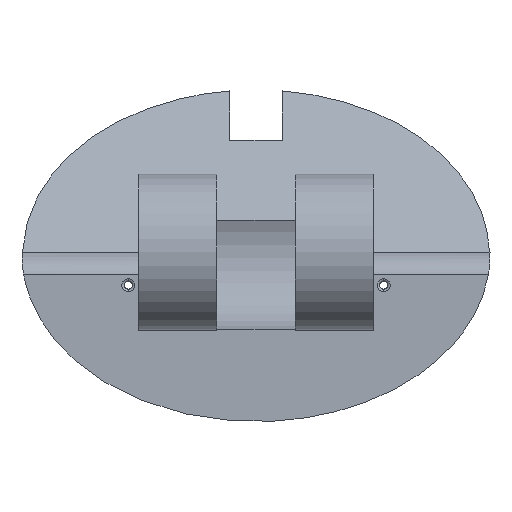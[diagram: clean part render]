
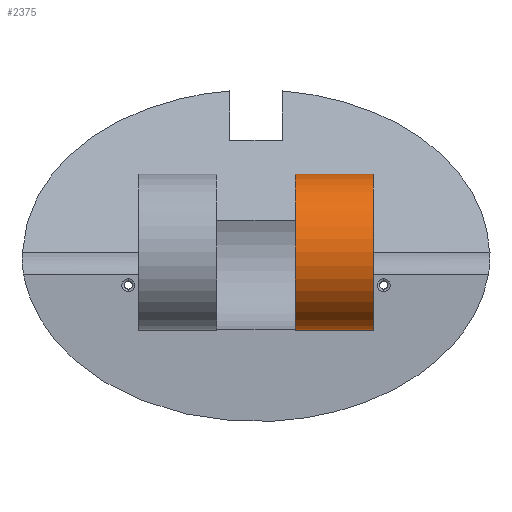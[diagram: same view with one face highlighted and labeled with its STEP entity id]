
A CAD part, front view. The second image highlights one B-rep face of the part: STEP entity #2375.
In plain terms, the highlighted cylindrical face has radius 3 mm (diameter 6 mm), a partial arc.
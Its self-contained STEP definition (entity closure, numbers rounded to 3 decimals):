
#7 = VERTEX_POINT ( 'NONE', #1070 ) ;
#109 = CARTESIAN_POINT ( 'NONE',  ( 4.5, -14.67, 3.505 ) ) ;
#166 = AXIS2_PLACEMENT_3D ( 'NONE', #280, #1080, #2480 ) ;
#223 = ORIENTED_EDGE ( 'NONE', *, *, #1289, .F. ) ;
#269 = LINE ( 'NONE', #1081, #1256 ) ;
#279 = EDGE_LOOP ( 'NONE', ( #367, #223, #969, #808 ) ) ;
#280 = CARTESIAN_POINT ( 'NONE',  ( 1.5, -14.67, 0.505 ) ) ;
#341 = VERTEX_POINT ( 'NONE', #109 ) ;
#367 = ORIENTED_EDGE ( 'NONE', *, *, #1435, .F. ) ;
#434 = VERTEX_POINT ( 'NONE', #1805 ) ;
#538 = LINE ( 'NONE', #1766, #2396 ) ;
#607 = DIRECTION ( 'NONE',  ( 1., 0., 0. ) ) ;
#611 = CYLINDRICAL_SURFACE ( 'NONE', #2488, 3. ) ;
#676 = CIRCLE ( 'NONE', #756, 3. ) ;
#693 = DIRECTION ( 'NONE',  ( -1., 0., 0. ) ) ;
#756 = AXIS2_PLACEMENT_3D ( 'NONE', #1405, #607, #835 ) ;
#808 = ORIENTED_EDGE ( 'NONE', *, *, #1971, .T. ) ;
#835 = DIRECTION ( 'NONE',  ( 0., 0., -1. ) ) ;
#969 = ORIENTED_EDGE ( 'NONE', *, *, #1666, .T. ) ;
#977 = FACE_OUTER_BOUND ( 'NONE', #279, .T. ) ;
#1070 = CARTESIAN_POINT ( 'NONE',  ( 1.5, -14.67, 3.505 ) ) ;
#1080 = DIRECTION ( 'NONE',  ( 1., 0., 0. ) ) ;
#1081 = CARTESIAN_POINT ( 'NONE',  ( 4.5, -14.67, -2.495 ) ) ;
#1215 = DIRECTION ( 'NONE',  ( -1., 0., 0. ) ) ;
#1256 = VECTOR ( 'NONE', #693, 1000. ) ;
#1289 = EDGE_CURVE ( 'NONE', #341, #1660, #676, .T. ) ;
#1298 = CIRCLE ( 'NONE', #166, 3. ) ;
#1405 = CARTESIAN_POINT ( 'NONE',  ( 4.5, -14.67, 0.505 ) ) ;
#1435 = EDGE_CURVE ( 'NONE', #1660, #434, #269, .T. ) ;
#1660 = VERTEX_POINT ( 'NONE', #2186 ) ;
#1666 = EDGE_CURVE ( 'NONE', #341, #7, #538, .T. ) ;
#1766 = CARTESIAN_POINT ( 'NONE',  ( 4.5, -14.67, 3.505 ) ) ;
#1805 = CARTESIAN_POINT ( 'NONE',  ( 1.5, -14.67, -2.495 ) ) ;
#1967 = DIRECTION ( 'NONE',  ( -1., 0., 0. ) ) ;
#1971 = EDGE_CURVE ( 'NONE', #7, #434, #1298, .T. ) ;
#2034 = DIRECTION ( 'NONE',  ( 0., 0., 1. ) ) ;
#2186 = CARTESIAN_POINT ( 'NONE',  ( 4.5, -14.67, -2.495 ) ) ;
#2375 = ADVANCED_FACE ( 'NONE', ( #977 ), #611, .T. ) ;
#2396 = VECTOR ( 'NONE', #1967, 1000. ) ;
#2480 = DIRECTION ( 'NONE',  ( 0., 0., -1. ) ) ;
#2488 = AXIS2_PLACEMENT_3D ( 'NONE', #2582, #1215, #2034 ) ;
#2582 = CARTESIAN_POINT ( 'NONE',  ( 4.5, -14.67, 0.505 ) ) ;
